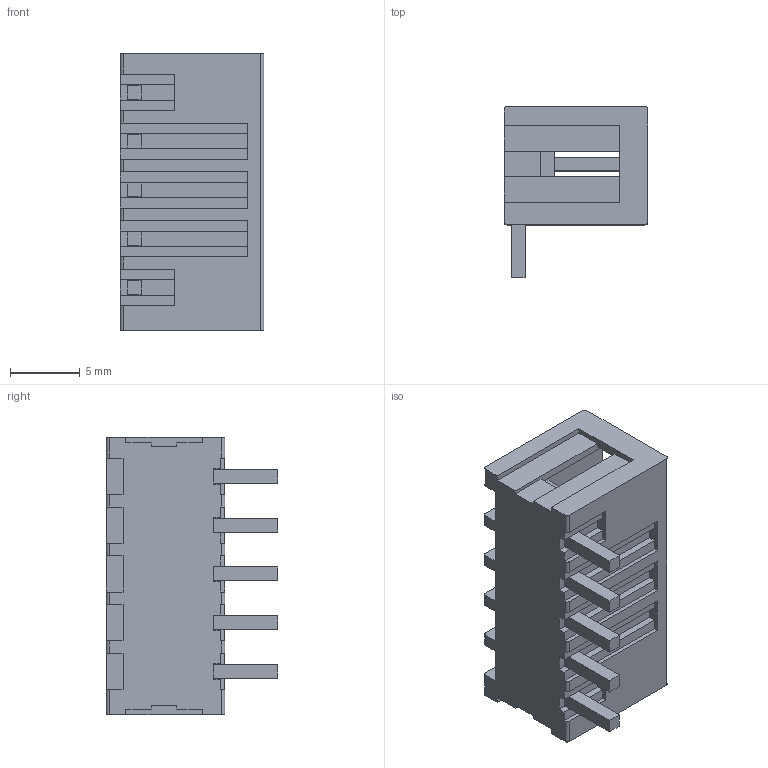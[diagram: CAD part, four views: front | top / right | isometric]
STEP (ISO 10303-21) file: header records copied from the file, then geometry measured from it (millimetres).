
FILE_DESCRIPTION( ( 'STEP AP214' ), '1' );
FILE_NAME( '734-165.stp', '2020-04-04T23:25:25', ( 'License CC BY-ND 4.0' ), ( 'CADENAS' ), ' ', 'PARTsolutions', ' ' );
FILE_SCHEMA( ( 'AUTOMOTIVE_DESIGN { 1 0 10303 214 1 1 1 1 }' ) );
Length unit declared in the file: millimetre
Products named in the file (1): _734-165
Bounding box: 10.3 x 12.3 x 19.9 mm (x, y, z)
Volume: 901.7 mm3; surface area: 1724.5 mm2
Topology: 1 solids, 1 shells, 187 faces, 519 edges, 346 vertices
Faces by surface type: plane 173, cylinder 14
Entity records: 7401 total; most frequent: CARTESIAN_POINT 1053, ORIENTED_EDGE 1038, DIRECTION 923, EDGE_CURVE 519, LINE 491, VECTOR 491, VERTEX_POINT 346, AXIS2_PLACEMENT_3D 216
